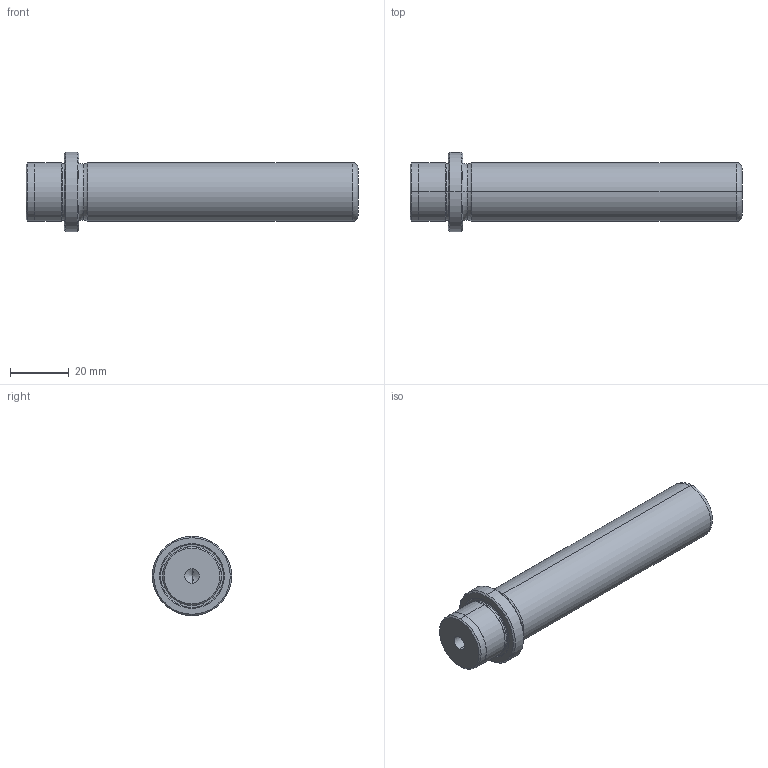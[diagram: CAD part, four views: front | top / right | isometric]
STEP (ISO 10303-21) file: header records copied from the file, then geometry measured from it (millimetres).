
FILE_DESCRIPTION (( 'STEP AP214' ), '1' );
FILE_NAME ('GPRV-D20-L100.step', '2021-09-09T11:20:41', ( 'User' ), ( 'china' ), 'SwSTEP 2.0', 'SolidWorks 2016', '' );
FILE_SCHEMA (( 'AUTOMOTIVE_DESIGN' ));
Length unit declared in the file: millimetre
Products named in the file (1): GPRV-D20-L100
Bounding box: 113 x 27 x 27 mm (x, y, z)
Volume: 36244.6 mm3; surface area: 8569.1 mm2
Topology: 1 solids, 1 shells, 58 faces, 130 edges, 79 vertices
Faces by surface type: cylinder 24, plane 14, cone 12, torus 8
Entity records: 1848 total; most frequent: CARTESIAN_POINT 516, DIRECTION 276, ORIENTED_EDGE 256, EDGE_CURVE 128, AXIS2_PLACEMENT_3D 113, VERTEX_POINT 79, EDGE_LOOP 65, FACE_OUTER_BOUND 58
